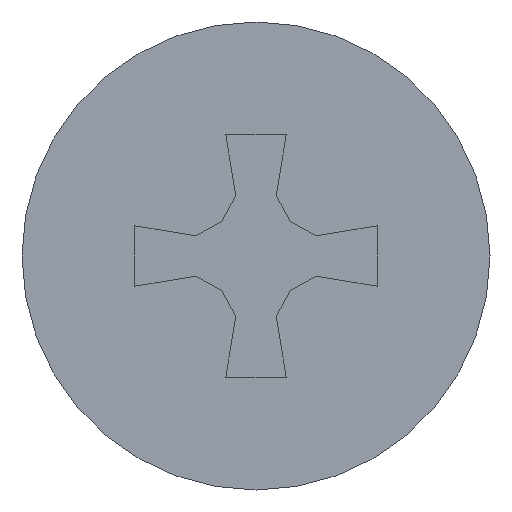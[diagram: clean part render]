
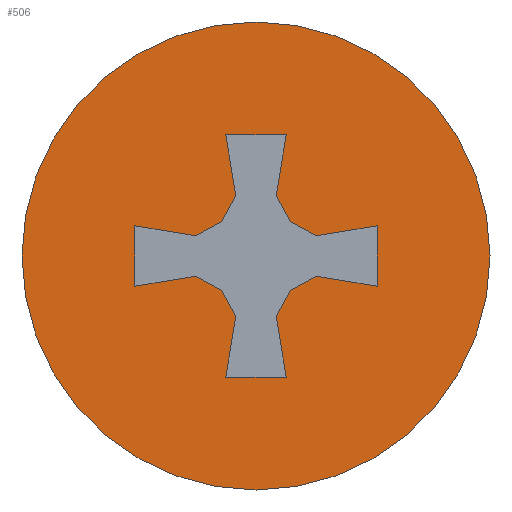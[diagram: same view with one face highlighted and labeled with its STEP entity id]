
A CAD part, left-side view. The second image highlights one B-rep face of the part: STEP entity #506.
In plain terms, the highlighted planar face has unit normal (-1, 0, 0).
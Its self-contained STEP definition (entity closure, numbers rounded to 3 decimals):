
#27=LINE('',#729,#87);
#28=LINE('',#732,#88);
#29=LINE('',#734,#89);
#30=LINE('',#736,#90);
#31=LINE('',#738,#91);
#32=LINE('',#740,#92);
#33=LINE('',#742,#93);
#34=LINE('',#744,#94);
#35=LINE('',#746,#95);
#36=LINE('',#748,#96);
#37=LINE('',#750,#97);
#38=LINE('',#752,#98);
#39=LINE('',#754,#99);
#40=LINE('',#756,#100);
#41=LINE('',#758,#101);
#42=LINE('',#760,#102);
#43=LINE('',#762,#103);
#44=LINE('',#764,#104);
#45=LINE('',#766,#105);
#46=LINE('',#768,#106);
#87=VECTOR('',#593,1000.);
#88=VECTOR('',#594,1000.);
#89=VECTOR('',#595,1000.);
#90=VECTOR('',#596,1000.);
#91=VECTOR('',#597,1000.);
#92=VECTOR('',#598,1000.);
#93=VECTOR('',#599,1000.);
#94=VECTOR('',#600,1000.);
#95=VECTOR('',#601,1000.);
#96=VECTOR('',#602,1000.);
#97=VECTOR('',#603,1000.);
#98=VECTOR('',#604,1000.);
#99=VECTOR('',#605,1000.);
#100=VECTOR('',#606,1000.);
#101=VECTOR('',#607,1000.);
#102=VECTOR('',#608,1000.);
#103=VECTOR('',#609,1000.);
#104=VECTOR('',#610,1000.);
#105=VECTOR('',#611,1000.);
#106=VECTOR('',#612,1000.);
#147=ORIENTED_EDGE('',*,*,#283,.F.);
#148=ORIENTED_EDGE('',*,*,#284,.T.);
#149=ORIENTED_EDGE('',*,*,#285,.T.);
#150=ORIENTED_EDGE('',*,*,#286,.T.);
#151=ORIENTED_EDGE('',*,*,#287,.T.);
#152=ORIENTED_EDGE('',*,*,#288,.T.);
#153=ORIENTED_EDGE('',*,*,#289,.T.);
#154=ORIENTED_EDGE('',*,*,#290,.T.);
#155=ORIENTED_EDGE('',*,*,#291,.T.);
#156=ORIENTED_EDGE('',*,*,#292,.T.);
#157=ORIENTED_EDGE('',*,*,#293,.T.);
#158=ORIENTED_EDGE('',*,*,#294,.T.);
#159=ORIENTED_EDGE('',*,*,#295,.T.);
#160=ORIENTED_EDGE('',*,*,#296,.T.);
#161=ORIENTED_EDGE('',*,*,#297,.T.);
#162=ORIENTED_EDGE('',*,*,#298,.F.);
#163=ORIENTED_EDGE('',*,*,#299,.T.);
#164=ORIENTED_EDGE('',*,*,#300,.T.);
#165=ORIENTED_EDGE('',*,*,#301,.T.);
#166=ORIENTED_EDGE('',*,*,#302,.T.);
#167=ORIENTED_EDGE('',*,*,#303,.T.);
#283=EDGE_CURVE('',#351,#351,#399,.T.);
#284=EDGE_CURVE('',#352,#353,#27,.T.);
#285=EDGE_CURVE('',#353,#354,#28,.T.);
#286=EDGE_CURVE('',#354,#355,#29,.T.);
#287=EDGE_CURVE('',#355,#356,#30,.T.);
#288=EDGE_CURVE('',#356,#357,#31,.T.);
#289=EDGE_CURVE('',#357,#358,#32,.T.);
#290=EDGE_CURVE('',#358,#359,#33,.T.);
#291=EDGE_CURVE('',#359,#360,#34,.T.);
#292=EDGE_CURVE('',#360,#361,#35,.T.);
#293=EDGE_CURVE('',#361,#362,#36,.T.);
#294=EDGE_CURVE('',#362,#363,#37,.T.);
#295=EDGE_CURVE('',#363,#364,#38,.T.);
#296=EDGE_CURVE('',#364,#365,#39,.T.);
#297=EDGE_CURVE('',#365,#366,#40,.T.);
#298=EDGE_CURVE('',#367,#366,#41,.T.);
#299=EDGE_CURVE('',#367,#368,#42,.T.);
#300=EDGE_CURVE('',#368,#369,#43,.T.);
#301=EDGE_CURVE('',#369,#370,#44,.T.);
#302=EDGE_CURVE('',#370,#371,#45,.T.);
#303=EDGE_CURVE('',#371,#352,#46,.T.);
#351=VERTEX_POINT('',#728);
#352=VERTEX_POINT('',#730);
#353=VERTEX_POINT('',#731);
#354=VERTEX_POINT('',#733);
#355=VERTEX_POINT('',#735);
#356=VERTEX_POINT('',#737);
#357=VERTEX_POINT('',#739);
#358=VERTEX_POINT('',#741);
#359=VERTEX_POINT('',#743);
#360=VERTEX_POINT('',#745);
#361=VERTEX_POINT('',#747);
#362=VERTEX_POINT('',#749);
#363=VERTEX_POINT('',#751);
#364=VERTEX_POINT('',#753);
#365=VERTEX_POINT('',#755);
#366=VERTEX_POINT('',#757);
#367=VERTEX_POINT('',#759);
#368=VERTEX_POINT('',#761);
#369=VERTEX_POINT('',#763);
#370=VERTEX_POINT('',#765);
#371=VERTEX_POINT('',#767);
#399=CIRCLE('',#550,2.8);
#407=EDGE_LOOP('',(#147));
#408=EDGE_LOOP('',(#148,#149,#150,#151,#152,#153,#154,#155,#156,#157,#158,
#159,#160,#161,#162,#163,#164,#165,#166,#167));
#445=FACE_BOUND('',#407,.T.);
#446=FACE_BOUND('',#408,.T.);
#483=PLANE('',#549);
#506=ADVANCED_FACE('',(#445,#446),#483,.F.);
#549=AXIS2_PLACEMENT_3D('',#726,#589,#590);
#550=AXIS2_PLACEMENT_3D('',#727,#591,#592);
#589=DIRECTION('',(1.,0.,0.));
#590=DIRECTION('',(0.,0.,-1.));
#591=DIRECTION('',(1.,0.,0.));
#592=DIRECTION('',(0.,0.,-1.));
#593=DIRECTION('',(0.,0.164,-0.986));
#594=DIRECTION('',(0.,-0.472,-0.882));
#595=DIRECTION('',(0.,-0.882,-0.472));
#596=DIRECTION('',(0.,-0.986,0.164));
#597=DIRECTION('',(0.,0.,-1.));
#598=DIRECTION('',(0.,0.986,0.164));
#599=DIRECTION('',(0.,0.882,-0.472));
#600=DIRECTION('',(0.,0.472,-0.882));
#601=DIRECTION('',(0.,-0.164,-0.986));
#602=DIRECTION('',(0.,1.,0.));
#603=DIRECTION('',(0.,-0.164,0.986));
#604=DIRECTION('',(0.,0.472,0.882));
#605=DIRECTION('',(0.,0.882,0.472));
#606=DIRECTION('',(0.,0.986,-0.164));
#607=DIRECTION('',(0.,0.,-1.));
#608=DIRECTION('',(0.,-0.986,-0.164));
#609=DIRECTION('',(0.,-0.882,0.472));
#610=DIRECTION('',(0.,-0.472,0.882));
#611=DIRECTION('',(0.,0.164,0.986));
#612=DIRECTION('',(0.,-1.,0.));
#726=CARTESIAN_POINT('',(0.,0.,0.));
#727=CARTESIAN_POINT('',(0.,0.,0.));
#728=CARTESIAN_POINT('',(0.,0.,-2.8));
#729=CARTESIAN_POINT('',(0.,-0.363,1.45));
#730=CARTESIAN_POINT('',(0.,-0.363,1.45));
#731=CARTESIAN_POINT('',(0.,-0.242,0.725));
#732=CARTESIAN_POINT('',(0.,-0.242,0.725));
#733=CARTESIAN_POINT('',(0.,-0.41,0.41));
#734=CARTESIAN_POINT('',(0.,-0.41,0.41));
#735=CARTESIAN_POINT('',(0.,-0.725,0.242));
#736=CARTESIAN_POINT('',(0.,-0.725,0.242));
#737=CARTESIAN_POINT('',(0.,-1.45,0.363));
#738=CARTESIAN_POINT('',(0.,-1.45,0.363));
#739=CARTESIAN_POINT('',(0.,-1.45,-0.363));
#740=CARTESIAN_POINT('',(0.,-1.45,-0.363));
#741=CARTESIAN_POINT('',(0.,-0.725,-0.242));
#742=CARTESIAN_POINT('',(0.,-0.725,-0.242));
#743=CARTESIAN_POINT('',(0.,-0.41,-0.41));
#744=CARTESIAN_POINT('',(0.,-0.41,-0.41));
#745=CARTESIAN_POINT('',(0.,-0.242,-0.725));
#746=CARTESIAN_POINT('',(0.,-0.242,-0.725));
#747=CARTESIAN_POINT('',(0.,-0.363,-1.45));
#748=CARTESIAN_POINT('',(0.,-0.363,-1.45));
#749=CARTESIAN_POINT('',(0.,0.363,-1.45));
#750=CARTESIAN_POINT('',(0.,0.363,-1.45));
#751=CARTESIAN_POINT('',(0.,0.242,-0.725));
#752=CARTESIAN_POINT('',(0.,0.242,-0.725));
#753=CARTESIAN_POINT('',(0.,0.41,-0.41));
#754=CARTESIAN_POINT('',(0.,0.41,-0.41));
#755=CARTESIAN_POINT('',(0.,0.725,-0.242));
#756=CARTESIAN_POINT('',(0.,0.725,-0.242));
#757=CARTESIAN_POINT('',(0.,1.45,-0.363));
#758=CARTESIAN_POINT('',(0.,1.45,0.));
#759=CARTESIAN_POINT('',(0.,1.45,0.363));
#760=CARTESIAN_POINT('',(0.,1.45,0.363));
#761=CARTESIAN_POINT('',(0.,0.725,0.242));
#762=CARTESIAN_POINT('',(0.,0.725,0.242));
#763=CARTESIAN_POINT('',(0.,0.41,0.41));
#764=CARTESIAN_POINT('',(0.,0.41,0.41));
#765=CARTESIAN_POINT('',(0.,0.242,0.725));
#766=CARTESIAN_POINT('',(0.,0.242,0.725));
#767=CARTESIAN_POINT('',(0.,0.363,1.45));
#768=CARTESIAN_POINT('',(0.,0.363,1.45));
